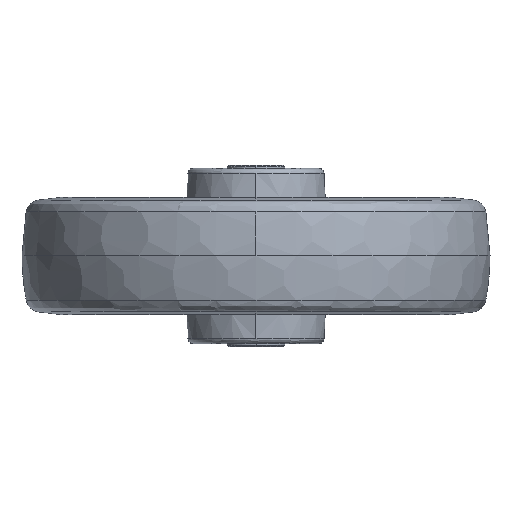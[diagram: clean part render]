
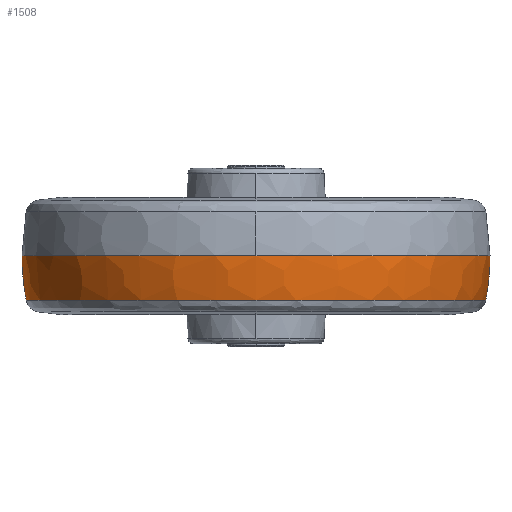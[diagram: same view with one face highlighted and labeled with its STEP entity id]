
A CAD part, left-side view. The second image highlights one B-rep face of the part: STEP entity #1508.
In plain terms, the highlighted toroidal (fillet/blend) face has major radius 0.018 mm and minor radius 80 mm.
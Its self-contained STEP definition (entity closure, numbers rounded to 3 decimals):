
#9 = ORIENTED_EDGE ( 'NONE', *, *, #2249, .F. ) ;
#45 = CARTESIAN_POINT ( 'NONE',  ( 0., 0., 0. ) ) ;
#109 = DIRECTION ( 'NONE',  ( 0., 0., 1. ) ) ;
#110 = CARTESIAN_POINT ( 'NONE',  ( 0., 0.018, -0.012 ) ) ;
#112 = VERTEX_POINT ( 'NONE', #1458 ) ;
#124 = DIRECTION ( 'NONE',  ( -0.063, -0.998, 0. ) ) ;
#177 = ORIENTED_EDGE ( 'NONE', *, *, #2276, .F. ) ;
#199 = ORIENTED_EDGE ( 'NONE', *, *, #2435, .F. ) ;
#334 = ORIENTED_EDGE ( 'NONE', *, *, #2685, .T. ) ;
#351 = EDGE_CURVE ( 'NONE', #3256, #112, #1403, .T. ) ;
#388 = CARTESIAN_POINT ( 'NONE',  ( -79.982, 0., 0. ) ) ;
#491 = CARTESIAN_POINT ( 'NONE',  ( 0., 78.551, -15.076 ) ) ;
#698 = DIRECTION ( 'NONE',  ( -0.063, -0.998, 0. ) ) ;
#800 = CARTESIAN_POINT ( 'NONE',  ( 0., -0.018, -0.012 ) ) ;
#828 = TOROIDAL_SURFACE ( 'NONE', #3583, -0.018, 80. ) ;
#853 = DIRECTION ( 'NONE',  ( 0., -1., 0. ) ) ;
#943 = CARTESIAN_POINT ( 'NONE',  ( 0., 0., 0. ) ) ;
#1016 = CIRCLE ( 'NONE', #1437, 79.982 ) ;
#1028 = VERTEX_POINT ( 'NONE', #3345 ) ;
#1080 = AXIS2_PLACEMENT_3D ( 'NONE', #800, #1713, #1951 ) ;
#1173 = CARTESIAN_POINT ( 'NONE',  ( 0., -78.551, -15.076 ) ) ;
#1270 = DIRECTION ( 'NONE',  ( 0., 0., 1. ) ) ;
#1403 = CIRCLE ( 'NONE', #3511, 80. ) ;
#1437 = AXIS2_PLACEMENT_3D ( 'NONE', #45, #3231, #124 ) ;
#1458 = CARTESIAN_POINT ( 'NONE',  ( 0., -79.982, 0. ) ) ;
#1508 = ADVANCED_FACE ( 'NONE', ( #2844 ), #828, .T. ) ;
#1631 = ORIENTED_EDGE ( 'NONE', *, *, #351, .T. ) ;
#1683 = CIRCLE ( 'NONE', #2177, 79.982 ) ;
#1713 = DIRECTION ( 'NONE',  ( 1., 0., 0. ) ) ;
#1808 = DIRECTION ( 'NONE',  ( -1., 0., 0. ) ) ;
#1932 = CIRCLE ( 'NONE', #2475, 78.551 ) ;
#1951 = DIRECTION ( 'NONE',  ( 0., 1., 0. ) ) ;
#1989 = CIRCLE ( 'NONE', #1080, 80. ) ;
#2101 = VERTEX_POINT ( 'NONE', #491 ) ;
#2177 = AXIS2_PLACEMENT_3D ( 'NONE', #943, #109, #3253 ) ;
#2217 = VERTEX_POINT ( 'NONE', #388 ) ;
#2249 = EDGE_CURVE ( 'NONE', #1028, #2217, #1016, .T. ) ;
#2276 = EDGE_CURVE ( 'NONE', #2217, #112, #1683, .T. ) ;
#2435 = EDGE_CURVE ( 'NONE', #2101, #1028, #1989, .T. ) ;
#2475 = AXIS2_PLACEMENT_3D ( 'NONE', #2962, #2662, #698 ) ;
#2526 = CARTESIAN_POINT ( 'NONE',  ( 0., 0., -0.012 ) ) ;
#2587 = DIRECTION ( 'NONE',  ( 0., 0., 1. ) ) ;
#2608 = EDGE_LOOP ( 'NONE', ( #199, #334, #1631, #177, #9 ) ) ;
#2662 = DIRECTION ( 'NONE',  ( 0., 0., 1. ) ) ;
#2685 = EDGE_CURVE ( 'NONE', #2101, #3256, #1932, .T. ) ;
#2844 = FACE_OUTER_BOUND ( 'NONE', #2608, .T. ) ;
#2962 = CARTESIAN_POINT ( 'NONE',  ( 0., 0., -15.076 ) ) ;
#3231 = DIRECTION ( 'NONE',  ( 0., 0., 1. ) ) ;
#3253 = DIRECTION ( 'NONE',  ( -0.063, -0.998, 0. ) ) ;
#3256 = VERTEX_POINT ( 'NONE', #1173 ) ;
#3345 = CARTESIAN_POINT ( 'NONE',  ( 0., 79.982, 0. ) ) ;
#3511 = AXIS2_PLACEMENT_3D ( 'NONE', #110, #1808, #1270 ) ;
#3583 = AXIS2_PLACEMENT_3D ( 'NONE', #2526, #2587, #853 ) ;
